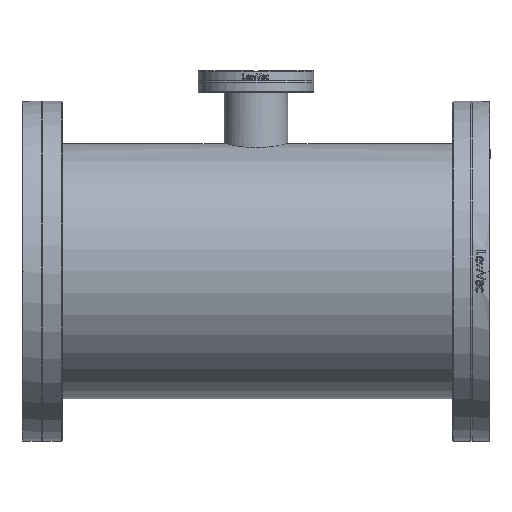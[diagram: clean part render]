
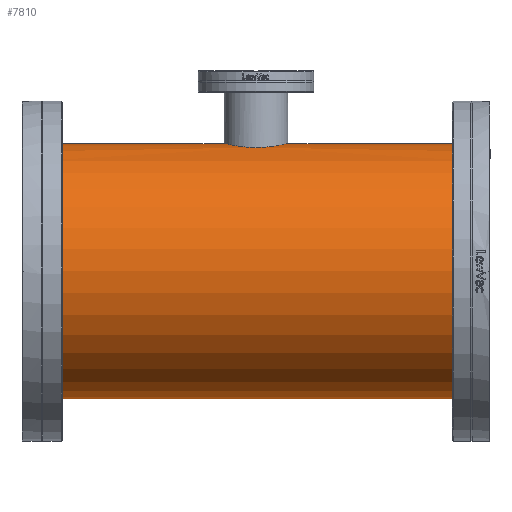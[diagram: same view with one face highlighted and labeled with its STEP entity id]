
A CAD part, left-side view. The second image highlights one B-rep face of the part: STEP entity #7810.
In plain terms, the highlighted cylindrical face has radius 76.2 mm (diameter 152.4 mm), a full revolution.
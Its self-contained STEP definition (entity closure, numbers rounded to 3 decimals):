
#1110=B_SPLINE_CURVE_WITH_KNOTS('',3,(#36550,#36551,#36552,#36553,#36554,
#36555,#36556,#36557,#36558,#36559,#36560,#36561,#36562,#36563,#36564,#36565,
#36566,#36567,#36568,#36569,#36570,#36571,#36572,#36573,#36574,#36575,#36576,
#36577,#36578,#36579,#36580,#36581,#36582,#36583),.UNSPECIFIED.,.F.,.F.,
(4,2,2,2,2,2,2,2,2,2,2,2,2,2,2,2,4),(2.884,3.244,
3.604,3.965,4.325,4.686,5.046,
5.407,5.767,6.128,6.488,6.849,
7.209,7.569,7.93,8.29,8.651),
 .UNSPECIFIED.);
#1111=B_SPLINE_CURVE_WITH_KNOTS('',3,(#36584,#36585,#36586,#36587,#36588,
#36589,#36590,#36591,#36592,#36593,#36594,#36595,#36596,#36597,#36598,#36599,
#36600,#36601,#36602,#36603,#36604,#36605,#36606,#36607,#36608,#36609,#36610,
#36611,#36612,#36613,#36614,#36615,#36616,#36617,#36618),.UNSPECIFIED.,
 .F.,.F.,(4,2,2,2,2,2,2,2,3,2,2,2,2,2,2,2,4),(8.651,9.011,
9.372,9.732,10.092,10.453,10.813,
11.174,11.534,11.895,12.255,12.616,
12.976,13.337,13.697,14.057,14.418),
 .UNSPECIFIED.);
#1281=CYLINDRICAL_SURFACE('',#8697,76.2);
#1682=FACE_BOUND('',#2829,.T.);
#1683=FACE_BOUND('',#2830,.T.);
#2092=FACE_OUTER_BOUND('',#2828,.T.);
#2828=EDGE_LOOP('',(#6716));
#2829=EDGE_LOOP('',(#6717));
#2830=EDGE_LOOP('',(#6718,#6719));
#3349=CIRCLE('',#8698,76.2);
#3350=CIRCLE('',#8699,76.2);
#3983=VERTEX_POINT('',#36548);
#3984=VERTEX_POINT('',#36549);
#3987=VERTEX_POINT('',#36625);
#3988=VERTEX_POINT('',#36627);
#4940=EDGE_CURVE('',#3983,#3984,#1110,.T.);
#4941=EDGE_CURVE('',#3984,#3983,#1111,.T.);
#4944=EDGE_CURVE('',#3987,#3987,#3349,.T.);
#4945=EDGE_CURVE('',#3988,#3988,#3350,.T.);
#6716=ORIENTED_EDGE('',*,*,#4944,.F.);
#6717=ORIENTED_EDGE('',*,*,#4945,.F.);
#6718=ORIENTED_EDGE('',*,*,#4940,.T.);
#6719=ORIENTED_EDGE('',*,*,#4941,.T.);
#7810=ADVANCED_FACE('',(#2092,#1682,#1683),#1281,.T.);
#8697=AXIS2_PLACEMENT_3D('',#36624,#10282,#10283);
#8698=AXIS2_PLACEMENT_3D('',#36626,#10284,#10285);
#8699=AXIS2_PLACEMENT_3D('',#36628,#10286,#10287);
#10282=DIRECTION('center_axis',(0.,0.,1.));
#10283=DIRECTION('ref_axis',(-1.,0.,0.));
#10284=DIRECTION('center_axis',(0.,0.,-1.));
#10285=DIRECTION('ref_axis',(-1.,0.,0.));
#10286=DIRECTION('center_axis',(0.,0.,1.));
#10287=DIRECTION('ref_axis',(-1.,0.,0.));
#36548=CARTESIAN_POINT('',(0.,76.2,146.05));
#36549=CARTESIAN_POINT('',(0.,76.2,107.95));
#36550=CARTESIAN_POINT('Ctrl Pts',(0.,76.2,146.05));
#36551=CARTESIAN_POINT('Ctrl Pts',(-1.201,76.2,146.05));
#36552=CARTESIAN_POINT('Ctrl Pts',(-2.442,76.171,145.935));
#36553=CARTESIAN_POINT('Ctrl Pts',(-4.907,76.052,145.45));
#36554=CARTESIAN_POINT('Ctrl Pts',(-6.132,75.962,145.081));
#36555=CARTESIAN_POINT('Ctrl Pts',(-8.477,75.736,144.107));
#36556=CARTESIAN_POINT('Ctrl Pts',(-9.6,75.6,143.502));
#36557=CARTESIAN_POINT('Ctrl Pts',(-11.675,75.308,142.105));
#36558=CARTESIAN_POINT('Ctrl Pts',(-12.628,75.151,141.313));
#36559=CARTESIAN_POINT('Ctrl Pts',(-14.313,74.849,139.628));
#36560=CARTESIAN_POINT('Ctrl Pts',(-15.105,74.691,138.675));
#36561=CARTESIAN_POINT('Ctrl Pts',(-16.502,74.395,136.6));
#36562=CARTESIAN_POINT('Ctrl Pts',(-17.107,74.257,135.477));
#36563=CARTESIAN_POINT('Ctrl Pts',(-18.081,74.025,133.132));
#36564=CARTESIAN_POINT('Ctrl Pts',(-18.45,73.933,131.908));
#36565=CARTESIAN_POINT('Ctrl Pts',(-18.934,73.81,129.442));
#36566=CARTESIAN_POINT('Ctrl Pts',(-19.05,73.78,128.202));
#36567=CARTESIAN_POINT('Ctrl Pts',(-19.05,73.78,125.798));
#36568=CARTESIAN_POINT('Ctrl Pts',(-18.934,73.81,124.558));
#36569=CARTESIAN_POINT('Ctrl Pts',(-18.45,73.933,122.092));
#36570=CARTESIAN_POINT('Ctrl Pts',(-18.081,74.025,120.868));
#36571=CARTESIAN_POINT('Ctrl Pts',(-17.107,74.257,118.523));
#36572=CARTESIAN_POINT('Ctrl Pts',(-16.502,74.395,117.4));
#36573=CARTESIAN_POINT('Ctrl Pts',(-15.105,74.691,115.325));
#36574=CARTESIAN_POINT('Ctrl Pts',(-14.313,74.849,114.372));
#36575=CARTESIAN_POINT('Ctrl Pts',(-12.628,75.151,112.687));
#36576=CARTESIAN_POINT('Ctrl Pts',(-11.675,75.308,111.895));
#36577=CARTESIAN_POINT('Ctrl Pts',(-9.6,75.6,110.498));
#36578=CARTESIAN_POINT('Ctrl Pts',(-8.477,75.736,109.893));
#36579=CARTESIAN_POINT('Ctrl Pts',(-6.132,75.962,108.919));
#36580=CARTESIAN_POINT('Ctrl Pts',(-4.907,76.052,108.55));
#36581=CARTESIAN_POINT('Ctrl Pts',(-2.442,76.171,108.065));
#36582=CARTESIAN_POINT('Ctrl Pts',(-1.201,76.2,107.95));
#36583=CARTESIAN_POINT('Ctrl Pts',(0.,76.2,107.95));
#36584=CARTESIAN_POINT('Ctrl Pts',(0.,76.2,107.95));
#36585=CARTESIAN_POINT('Ctrl Pts',(1.201,76.2,107.95));
#36586=CARTESIAN_POINT('Ctrl Pts',(2.442,76.171,108.065));
#36587=CARTESIAN_POINT('Ctrl Pts',(4.907,76.052,108.55));
#36588=CARTESIAN_POINT('Ctrl Pts',(6.132,75.962,108.919));
#36589=CARTESIAN_POINT('Ctrl Pts',(8.477,75.736,109.893));
#36590=CARTESIAN_POINT('Ctrl Pts',(9.6,75.6,110.498));
#36591=CARTESIAN_POINT('Ctrl Pts',(11.675,75.308,111.895));
#36592=CARTESIAN_POINT('Ctrl Pts',(12.628,75.151,112.687));
#36593=CARTESIAN_POINT('Ctrl Pts',(14.313,74.849,114.372));
#36594=CARTESIAN_POINT('Ctrl Pts',(15.105,74.691,115.325));
#36595=CARTESIAN_POINT('Ctrl Pts',(16.502,74.395,117.4));
#36596=CARTESIAN_POINT('Ctrl Pts',(17.107,74.257,118.523));
#36597=CARTESIAN_POINT('Ctrl Pts',(18.081,74.025,120.868));
#36598=CARTESIAN_POINT('Ctrl Pts',(18.45,73.933,122.092));
#36599=CARTESIAN_POINT('Ctrl Pts',(18.934,73.81,124.558));
#36600=CARTESIAN_POINT('Ctrl Pts',(19.05,73.78,125.798));
#36601=CARTESIAN_POINT('Ctrl Pts',(19.05,73.78,127.));
#36602=CARTESIAN_POINT('Ctrl Pts',(19.05,73.78,128.202));
#36603=CARTESIAN_POINT('Ctrl Pts',(18.934,73.81,129.442));
#36604=CARTESIAN_POINT('Ctrl Pts',(18.45,73.933,131.908));
#36605=CARTESIAN_POINT('Ctrl Pts',(18.081,74.025,133.132));
#36606=CARTESIAN_POINT('Ctrl Pts',(17.107,74.257,135.477));
#36607=CARTESIAN_POINT('Ctrl Pts',(16.502,74.395,136.6));
#36608=CARTESIAN_POINT('Ctrl Pts',(15.105,74.691,138.675));
#36609=CARTESIAN_POINT('Ctrl Pts',(14.313,74.849,139.628));
#36610=CARTESIAN_POINT('Ctrl Pts',(12.628,75.151,141.313));
#36611=CARTESIAN_POINT('Ctrl Pts',(11.675,75.308,142.105));
#36612=CARTESIAN_POINT('Ctrl Pts',(9.6,75.6,143.502));
#36613=CARTESIAN_POINT('Ctrl Pts',(8.477,75.736,144.107));
#36614=CARTESIAN_POINT('Ctrl Pts',(6.132,75.962,145.081));
#36615=CARTESIAN_POINT('Ctrl Pts',(4.907,76.052,145.45));
#36616=CARTESIAN_POINT('Ctrl Pts',(2.442,76.171,145.935));
#36617=CARTESIAN_POINT('Ctrl Pts',(1.201,76.2,146.05));
#36618=CARTESIAN_POINT('Ctrl Pts',(0.,76.2,146.05));
#36624=CARTESIAN_POINT('Origin',(0.,0.,0.));
#36625=CARTESIAN_POINT('',(76.2,0.,0.));
#36626=CARTESIAN_POINT('Origin',(0.,0.,0.));
#36627=CARTESIAN_POINT('',(76.2,0.,254.));
#36628=CARTESIAN_POINT('Origin',(0.,0.,254.));
